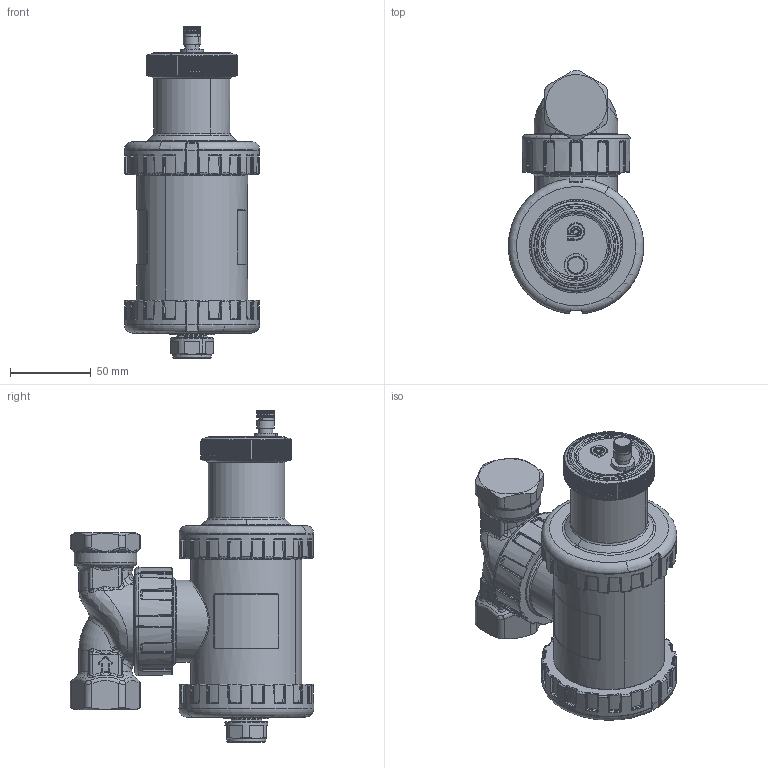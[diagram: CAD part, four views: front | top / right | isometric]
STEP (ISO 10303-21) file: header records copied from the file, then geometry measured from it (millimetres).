
FILE_DESCRIPTION(('CATIA V5 STEP Exchange','CAx-IF Rec.Pracs.--- Model Styling and Organization---1.5--- 2016-08-15','CAx-IF Rec.Pracs.---Supplemental Geometry---1.0---2011-11-01','CAx-IF Rec.Pracs.--- Composite Materials ---3.4---2017-06-13','CAx-IF Rec.Pracs.---Tessellated 3D Geometry---1.0---2015-12-17'),'2;1');
FILE_NAME('STEP_551206_-_TST.stp','2025-01-27T16:42:39+00:00',('none'),('none'),'CATIA Version 5-6 Release 2020 SP5','CATIA V5 STEP AP242 v2','none');
FILE_SCHEMA(('AP242_MANAGED_MODEL_BASED_3D_ENGINEERING_MIM_LF {1 0 10303 442 1 1 4}'));
Products named in the file (1): 551206 - TST
Bounding box: 83.94 x 151.04 x 206.1 mm (x, y, z)
Volume: 859794.8 mm3; surface area: 77830.9 mm2
Topology: 1 solids, 1 shells, 2566 faces, 6488 edges, 3788 vertices
Faces by surface type: bspline 803, cylinder 712, plane 530, torus 264, cone 131, sphere 87, revolution 39
Entity records: 120070 total; most frequent: CARTESIAN_POINT 68418, ORIENTED_EDGE 12650, EDGE_CURVE 6325, DIRECTION 5648, VERTEX_POINT 3788, B_SPLINE_CURVE_WITH_KNOTS 3581, AXIS2_PLACEMENT_3D 2758, EDGE_LOOP 2593
